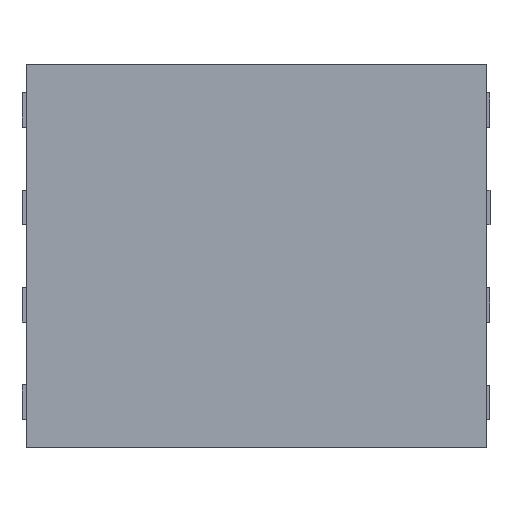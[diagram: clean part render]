
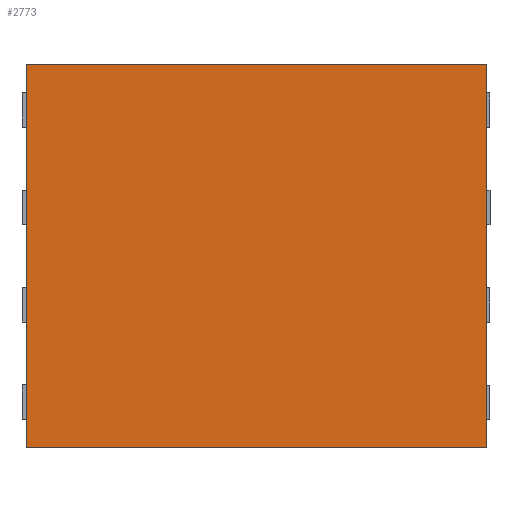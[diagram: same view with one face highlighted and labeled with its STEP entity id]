
A CAD part, top view. The second image highlights one B-rep face of the part: STEP entity #2773.
In plain terms, the highlighted planar face has unit normal (0, 0, 1).
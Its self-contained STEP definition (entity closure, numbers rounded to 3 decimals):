
#36 = PLANE ( 'NONE',  #2442 ) ;
#301 = ORIENTED_EDGE ( 'NONE', *, *, #2406, .T. ) ;
#303 = LINE ( 'NONE', #465, #525 ) ;
#338 = EDGE_CURVE ( 'NONE', #2972, #928, #2909, .T. ) ;
#441 = CARTESIAN_POINT ( 'NONE',  ( 0., 5., 0.45 ) ) ;
#465 = CARTESIAN_POINT ( 'NONE',  ( 0., 5., 0.45 ) ) ;
#525 = VECTOR ( 'NONE', #1638, 1000. ) ;
#540 = DIRECTION ( 'NONE',  ( -1., 0., 0. ) ) ;
#585 = LINE ( 'NONE', #2218, #1556 ) ;
#608 = EDGE_CURVE ( 'NONE', #2346, #2001, #585, .T. ) ;
#928 = VERTEX_POINT ( 'NONE', #441 ) ;
#1000 = CARTESIAN_POINT ( 'NONE',  ( 0., 0., 0.45 ) ) ;
#1135 = CARTESIAN_POINT ( 'NONE',  ( 6., 5., 0.45 ) ) ;
#1183 = EDGE_LOOP ( 'NONE', ( #301, #1497, #2062, #1982 ) ) ;
#1421 = CARTESIAN_POINT ( 'NONE',  ( 6., 0., 0.45 ) ) ;
#1456 = DIRECTION ( 'NONE',  ( 0., 0., -1. ) ) ;
#1459 = EDGE_CURVE ( 'NONE', #928, #2346, #303, .T. ) ;
#1487 = VECTOR ( 'NONE', #2325, 1000. ) ;
#1497 = ORIENTED_EDGE ( 'NONE', *, *, #338, .T. ) ;
#1556 = VECTOR ( 'NONE', #2939, 1000. ) ;
#1638 = DIRECTION ( 'NONE',  ( 0., -1., 0. ) ) ;
#1804 = CARTESIAN_POINT ( 'NONE',  ( 6., 0., 0.45 ) ) ;
#1819 = CARTESIAN_POINT ( 'NONE',  ( 0., 0., 0.45 ) ) ;
#1982 = ORIENTED_EDGE ( 'NONE', *, *, #608, .T. ) ;
#2001 = VERTEX_POINT ( 'NONE', #1421 ) ;
#2062 = ORIENTED_EDGE ( 'NONE', *, *, #1459, .T. ) ;
#2218 = CARTESIAN_POINT ( 'NONE',  ( 0., 0., 0.45 ) ) ;
#2325 = DIRECTION ( 'NONE',  ( -1., 0., 0. ) ) ;
#2346 = VERTEX_POINT ( 'NONE', #1819 ) ;
#2364 = FACE_OUTER_BOUND ( 'NONE', #1183, .T. ) ;
#2387 = VECTOR ( 'NONE', #2753, 1000. ) ;
#2406 = EDGE_CURVE ( 'NONE', #2001, #2972, #3003, .T. ) ;
#2442 = AXIS2_PLACEMENT_3D ( 'NONE', #1000, #1456, #540 ) ;
#2659 = CARTESIAN_POINT ( 'NONE',  ( 6., 5., 0.45 ) ) ;
#2753 = DIRECTION ( 'NONE',  ( 0., 1., 0. ) ) ;
#2773 = ADVANCED_FACE ( 'NONE', ( #2364 ), #36, .F. ) ;
#2909 = LINE ( 'NONE', #1135, #1487 ) ;
#2939 = DIRECTION ( 'NONE',  ( 1., 0., 0. ) ) ;
#2972 = VERTEX_POINT ( 'NONE', #2659 ) ;
#3003 = LINE ( 'NONE', #1804, #2387 ) ;
